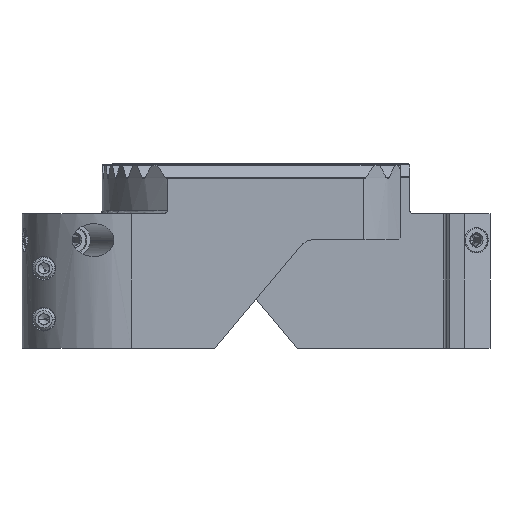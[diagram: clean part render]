
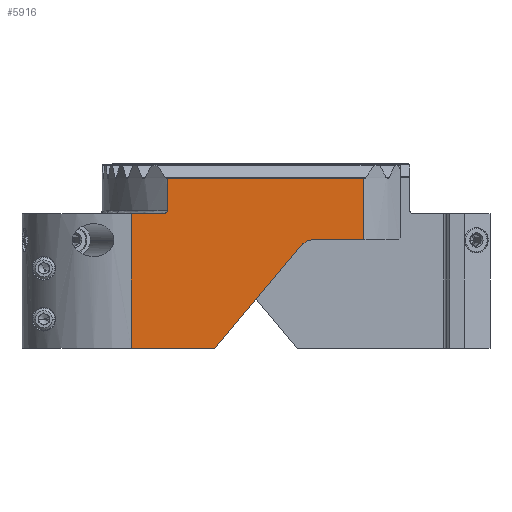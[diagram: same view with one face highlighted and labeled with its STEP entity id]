
A CAD part, front view. The second image highlights one B-rep face of the part: STEP entity #5916.
In plain terms, the highlighted planar face has unit normal (0, -1, 0).
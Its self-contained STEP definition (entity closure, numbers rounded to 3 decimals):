
#3130=EDGE_CURVE('NONE',#3860,#5156,#9028,.T.);
#3318=VERTEX_POINT('NONE',#9229);
#3374=VERTEX_POINT('NONE',#9298);
#3532=VERTEX_POINT('NONE',#9468);
#3860=VERTEX_POINT('NONE',#9817);
#3918=VERTEX_POINT('NONE',#9880);
#4848=EDGE_CURVE('NONE',#3318,#7654,#10923,.T.);
#5130=EDGE_CURVE('NONE',#3532,#3374,#11228,.T.);
#5156=VERTEX_POINT('NONE',#11257);
#5386=VERTEX_POINT('NONE',#11512);
#5874=EDGE_CURVE('NONE',#5156,#8112,#12059,.T.);
#5884=EDGE_CURVE('NONE',#3374,#3318,#12069,.T.);
#5916=ADVANCED_FACE('NONE',(#12105),#12106,.T.);
#6122=EDGE_CURVE('NONE',#3918,#8112,#12329,.T.);
#6374=EDGE_CURVE('NONE',#5386,#3860,#12606,.T.);
#6742=EDGE_CURVE('NONE',#7586,#5386,#13008,.T.);
#7586=VERTEX_POINT('NONE',#13958);
#7654=VERTEX_POINT('NONE',#14033);
#7748=EDGE_CURVE('NONE',#3532,#3918,#14137,.T.);
#8112=VERTEX_POINT('NONE',#14525);
#8168=EDGE_CURVE('NONE',#7654,#7586,#14586,.T.);
#9028=LINE('',#15620,#15621);
#9229=CARTESIAN_POINT('',(51.916,-12.862,1.939));
#9298=CARTESIAN_POINT('',(38.247,-12.862,1.939));
#9468=CARTESIAN_POINT('',(34.417,-12.862,0.153));
#9817=CARTESIAN_POINT('',(-3.398,-12.862,9.089));
#9880=CARTESIAN_POINT('',(10.869,-12.862,-27.911));
#10923=LINE('',#18991,#18992);
#11228=CIRCLE('',#19613,5.0);
#11257=CARTESIAN_POINT('',(-12.084,-12.862,9.089));
#11512=CARTESIAN_POINT('',(-2.084,-12.862,9.889));
#12059=LINE('',#20996,#20997);
#12069=LINE('',#21021,#21022);
#12105=FACE_OUTER_BOUND('',#21067,.T.);
#12106=PLANE('',#21068);
#12329=LINE('',#21505,#21506);
#12606=B_SPLINE_CURVE_WITH_KNOTS('',3,(#21991,#21992,#21993,#21994,#21995,#21996,#21997,#21998,#21999,#22000),.UNSPECIFIED.,.F.,.F.,(4,2,2,2,4),(0.0,0.,0.001,0.001,0.002),.UNSPECIFIED.);
#13008=LINE('',#22749,#22750);
#13958=CARTESIAN_POINT('',(-2.084,-12.862,18.841));
#14033=CARTESIAN_POINT('',(51.916,-12.862,18.841));
#14137=LINE('',#24852,#24853);
#14525=CARTESIAN_POINT('',(-12.084,-12.862,-27.911));
#14586=LINE('',#25829,#25830);
#15620=CARTESIAN_POINT('',(61.916,-12.862,9.089));
#15621=VECTOR('',#27270,1000.0);
#18991=CARTESIAN_POINT('',(51.916,-12.862,28.064));
#18992=VECTOR('',#29343,1000.0);
#19613=AXIS2_PLACEMENT_3D('',#29627,#29628,#29629);
#20996=CARTESIAN_POINT('',(-12.084,-12.862,22.839));
#20997=VECTOR('',#30650,1000.0);
#21021=CARTESIAN_POINT('',(38.247,-12.862,1.939));
#21022=VECTOR('',#30655,1000.0);
#21067=EDGE_LOOP('',(#30702,#30703,#30704,#30705,#30706,#30707,#30708,#30709,#30710,#30711));
#21068=AXIS2_PLACEMENT_3D('',#30712,#30713,#30714);
#21505=CARTESIAN_POINT('',(-42.084,-12.862,-27.911));
#21506=VECTOR('',#30946,1000.0);
#21991=CARTESIAN_POINT('',(-2.084,-12.862,9.889));
#21992=CARTESIAN_POINT('',(-2.084,-12.862,9.746));
#21993=CARTESIAN_POINT('',(-2.15,-12.862,9.613));
#21994=CARTESIAN_POINT('',(-2.339,-12.862,9.403));
#21995=CARTESIAN_POINT('',(-2.458,-12.862,9.324));
#21996=CARTESIAN_POINT('',(-2.709,-12.862,9.203));
#21997=CARTESIAN_POINT('',(-2.843,-12.862,9.16));
#21998=CARTESIAN_POINT('',(-3.118,-12.862,9.103));
#21999=CARTESIAN_POINT('',(-3.257,-12.862,9.089));
#22000=CARTESIAN_POINT('',(-3.398,-12.862,9.089));
#22749=CARTESIAN_POINT('',(-2.084,-12.862,32.697));
#22750=VECTOR('',#31637,1000.0);
#24852=CARTESIAN_POINT('',(56.949,-12.862,27.006));
#24853=VECTOR('',#32985,1000.0);
#25829=CARTESIAN_POINT('',(61.916,-12.862,18.841));
#25830=VECTOR('',#33370,1000.0);
#27270=DIRECTION('',(-1.0,0.0,0.0));
#29343=DIRECTION('',(0.0,-0.0,1.0));
#29627=CARTESIAN_POINT('',(38.247,-12.862,-3.061));
#29628=DIRECTION('',(-0.0,1.0,0.0));
#29629=DIRECTION('',(1.0,0.0,0.0));
#30650=DIRECTION('',(0.,0.0,-1.0));
#30655=DIRECTION('',(1.0,0.0,0.));
#30702=ORIENTED_EDGE('',*,*,#4848,.T.);
#30703=ORIENTED_EDGE('',*,*,#8168,.T.);
#30704=ORIENTED_EDGE('',*,*,#6742,.T.);
#30705=ORIENTED_EDGE('',*,*,#6374,.T.);
#30706=ORIENTED_EDGE('',*,*,#3130,.T.);
#30707=ORIENTED_EDGE('',*,*,#5874,.T.);
#30708=ORIENTED_EDGE('',*,*,#6122,.F.);
#30709=ORIENTED_EDGE('',*,*,#7748,.F.);
#30710=ORIENTED_EDGE('',*,*,#5130,.T.);
#30711=ORIENTED_EDGE('',*,*,#5884,.T.);
#30712=CARTESIAN_POINT('',(61.916,-12.862,22.839));
#30713=DIRECTION('',(0.0,-1.0,0.0));
#30714=DIRECTION('',(0.0,0.0,1.0));
#30946=DIRECTION('',(-1.0,0.0,0.));
#31637=DIRECTION('',(0.0,0.0,-1.0));
#32985=DIRECTION('',(-0.643,0.0,-0.766));
#33370=DIRECTION('',(-1.0,0.0,0.0));
